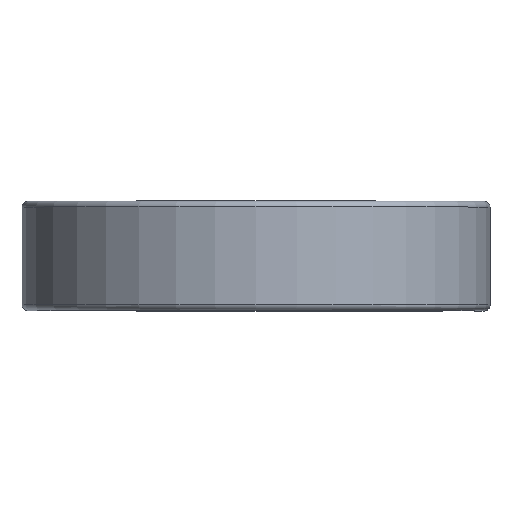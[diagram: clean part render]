
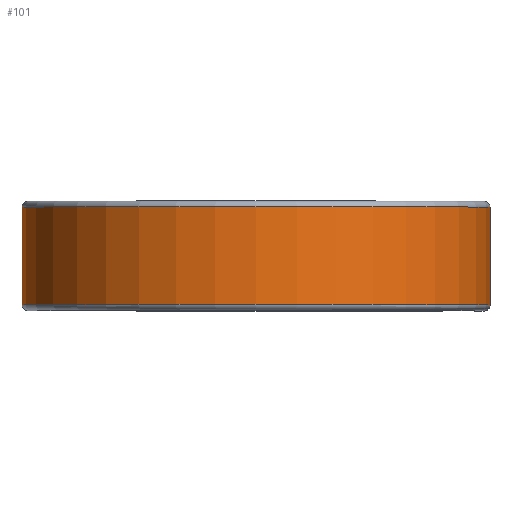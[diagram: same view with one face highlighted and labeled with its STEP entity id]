
A CAD part, top view. The second image highlights one B-rep face of the part: STEP entity #101.
In plain terms, the highlighted cylindrical face has radius 30.582 mm (diameter 61.163 mm), a partial arc.
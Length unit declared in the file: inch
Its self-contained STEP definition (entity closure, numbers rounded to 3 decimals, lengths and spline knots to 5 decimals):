
#13 = DIRECTION ( 'NONE',  ( 0., 0., -1. ) ) ;
#101 = ADVANCED_FACE ( 'NONE', ( #2383 ), #1138, .T. ) ;
#172 = LINE ( 'NONE', #1043, #1135 ) ;
#249 = LINE ( 'NONE', #2022, #689 ) ;
#401 = CARTESIAN_POINT ( 'NONE',  ( 0., -0.25125, 0. ) ) ;
#594 = DIRECTION ( 'NONE',  ( 0., -1., 0. ) ) ;
#609 = CARTESIAN_POINT ( 'NONE',  ( 1.204, -0.25125, 0. ) ) ;
#610 = DIRECTION ( 'NONE',  ( 0., 0., -1. ) ) ;
#631 = ORIENTED_EDGE ( 'NONE', *, *, #1404, .T. ) ;
#653 = EDGE_CURVE ( 'NONE', #1393, #2454, #172, .T. ) ;
#680 = ORIENTED_EDGE ( 'NONE', *, *, #770, .F. ) ;
#689 = VECTOR ( 'NONE', #2233, 39.37008 ) ;
#757 = EDGE_LOOP ( 'NONE', ( #832, #631, #1341, #680 ) ) ;
#770 = EDGE_CURVE ( 'NONE', #2295, #1393, #1338, .T. ) ;
#832 = ORIENTED_EDGE ( 'NONE', *, *, #1830, .T. ) ;
#859 = AXIS2_PLACEMENT_3D ( 'NONE', #929, #2255, #1114 ) ;
#876 = VERTEX_POINT ( 'NONE', #2046 ) ;
#881 = CARTESIAN_POINT ( 'NONE',  ( 0., 0.25125, -1.204 ) ) ;
#929 = CARTESIAN_POINT ( 'NONE',  ( 0., 0.25125, 0. ) ) ;
#992 = AXIS2_PLACEMENT_3D ( 'NONE', #1484, #1866, #13 ) ;
#1043 = CARTESIAN_POINT ( 'NONE',  ( 0., 0.25125, -1.204 ) ) ;
#1114 = DIRECTION ( 'NONE',  ( 0., 0., -1. ) ) ;
#1135 = VECTOR ( 'NONE', #2388, 39.37008 ) ;
#1138 = CYLINDRICAL_SURFACE ( 'NONE', #992, 1.204 ) ;
#1338 = CIRCLE ( 'NONE', #2354, 1.204 ) ;
#1341 = ORIENTED_EDGE ( 'NONE', *, *, #653, .F. ) ;
#1393 = VERTEX_POINT ( 'NONE', #1837 ) ;
#1404 = EDGE_CURVE ( 'NONE', #876, #2454, #1571, .T. ) ;
#1484 = CARTESIAN_POINT ( 'NONE',  ( 0., 0.25, 0. ) ) ;
#1571 = CIRCLE ( 'NONE', #859, 1.204 ) ;
#1830 = EDGE_CURVE ( 'NONE', #2295, #876, #249, .T. ) ;
#1837 = CARTESIAN_POINT ( 'NONE',  ( 0., -0.25125, -1.204 ) ) ;
#1866 = DIRECTION ( 'NONE',  ( 0., -1., 0. ) ) ;
#2022 = CARTESIAN_POINT ( 'NONE',  ( 1.204, 0.25125, 0. ) ) ;
#2046 = CARTESIAN_POINT ( 'NONE',  ( 1.204, 0.25125, 0. ) ) ;
#2233 = DIRECTION ( 'NONE',  ( 0., 1., 0. ) ) ;
#2255 = DIRECTION ( 'NONE',  ( 0., -1., 0. ) ) ;
#2295 = VERTEX_POINT ( 'NONE', #609 ) ;
#2354 = AXIS2_PLACEMENT_3D ( 'NONE', #401, #594, #610 ) ;
#2383 = FACE_OUTER_BOUND ( 'NONE', #757, .T. ) ;
#2388 = DIRECTION ( 'NONE',  ( 0., 1., 0. ) ) ;
#2454 = VERTEX_POINT ( 'NONE', #881 ) ;
